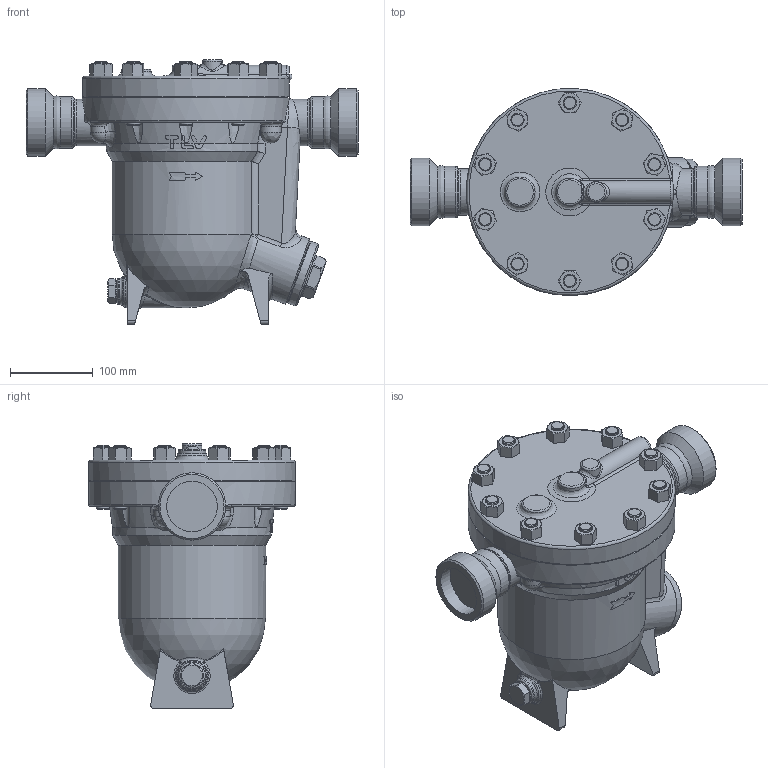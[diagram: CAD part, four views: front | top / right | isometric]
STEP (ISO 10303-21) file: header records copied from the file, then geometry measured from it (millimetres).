
FILE_DESCRIPTION((''),'2;1');
FILE_NAME('j72rb-050-sw000-00.stp','2010-08-24T16:25:40',('nakaot'),(''),'Autodesk Inventor 2008','Autodesk Inventor 2008','');
FILE_SCHEMA(('AUTOMOTIVE_DESIGN { 1 0 10303 214 1 1 1 1 }'));
Length unit declared in the file: millimetre
Products named in the file (1): j72rb-050-sw000-00
Bounding box: 401 x 250 x 320 mm (x, y, z)
Volume: 9387558.1 mm3; surface area: 438106.2 mm2
Topology: 1 solids, 5 shells, 492 faces, 1164 edges, 716 vertices
Faces by surface type: plane 163, cone 109, bspline 107, cylinder 96, torus 13, sphere 4
Full cylindrical faces by diameter (mm): 13.835 x2, 16 x26, 24 x1, 26 x1, 32 x1, 56 x2, 61.1 x1, 62 x2, 78 x1, 80 x1, 81.5 x1, 84 x1, 150 x1, 250 x2
Entity records: 23280 total; most frequent: CARTESIAN_POINT 13476, ORIENTED_EDGE 2062, DIRECTION 1818, EDGE_CURVE 1031, AXIS2_PLACEMENT_3D 785, VERTEX_POINT 694, EDGE_LOOP 657, FACE_OUTER_BOUND 492
